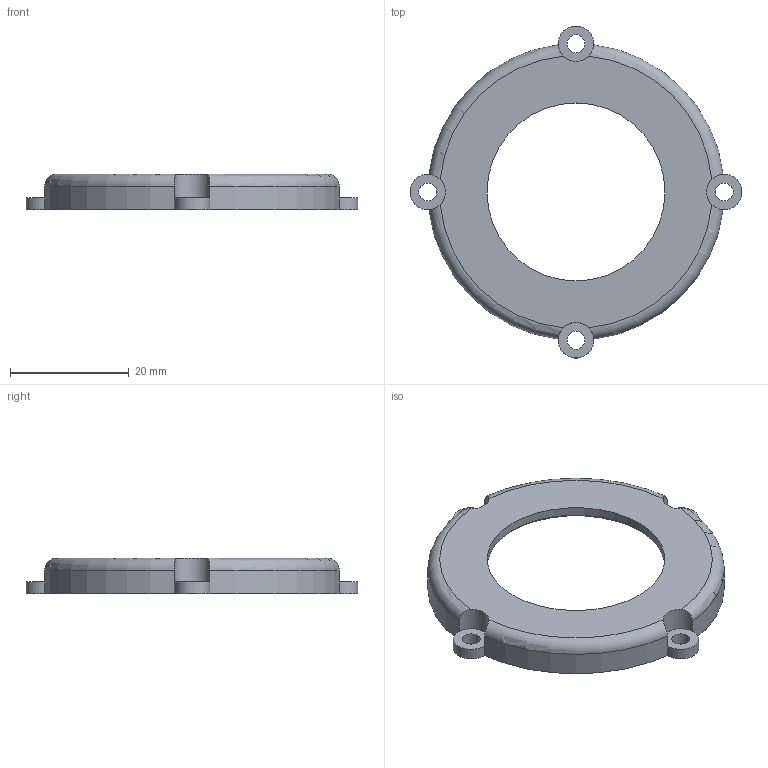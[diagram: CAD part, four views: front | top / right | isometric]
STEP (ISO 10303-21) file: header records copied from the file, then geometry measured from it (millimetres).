
FILE_DESCRIPTION((''),'2;1');
FILE_NAME('OBMP-BTP-1625','2023-10-11T21:01:56',('ccha425'),('Department of Mechanical Engineering, The University of Auckland'),'CREO PARAMETRIC BY PTC INC, 2017260','CREO PARAMETRIC BY PTC INC, 2017260','');
FILE_SCHEMA(('CONFIG_CONTROL_DESIGN'));
Length unit declared in the file: millimetre
Products named in the file (1): OBMP-BTP-1625
Bounding box: 55.98 x 55.98 x 6 mm (x, y, z)
Volume: 4525.3 mm3; surface area: 4183.7 mm2
Topology: 1 solids, 1 shells, 41 faces, 100 edges, 62 vertices
Faces by surface type: cylinder 24, plane 7, torus 6, cone 4
Entity records: 1346 total; most frequent: CARTESIAN_POINT 285, DIRECTION 234, ORIENTED_EDGE 200, AXIS2_PLACEMENT_3D 101, EDGE_CURVE 100, VERTEX_POINT 62, CIRCLE 60, EDGE_LOOP 52
